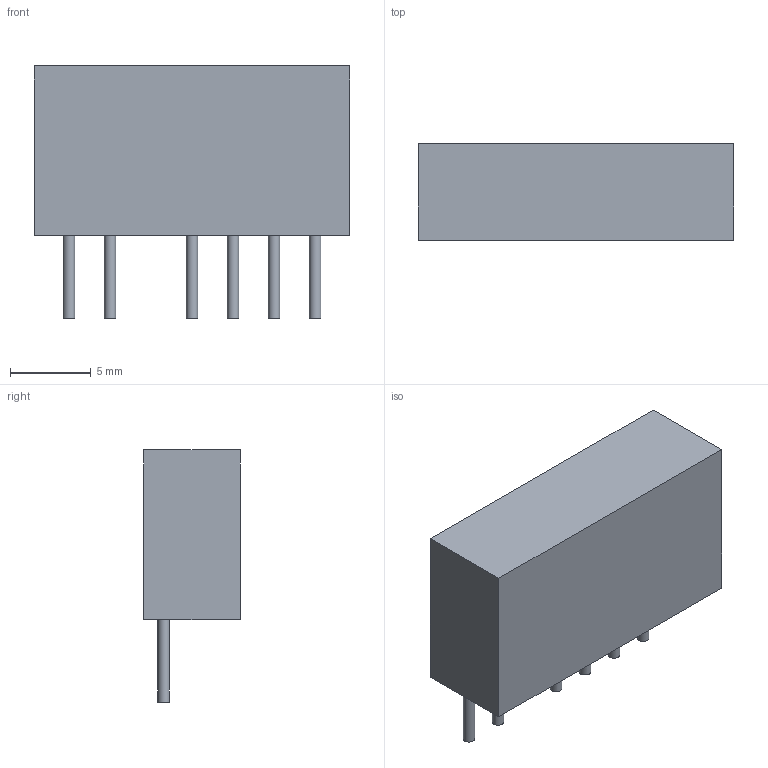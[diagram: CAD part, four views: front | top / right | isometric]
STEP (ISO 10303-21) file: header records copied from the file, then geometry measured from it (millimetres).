
FILE_DESCRIPTION(('FreeCAD Model'),'2;1');
FILE_NAME('1509699.1.4.stp','2020-04-28T13:17:14',( 'Author'),(''),'Open CASCADE STEP processor 6.9','FreeCAD','Unknown' );
FILE_SCHEMA(('AUTOMOTIVE_DESIGN { 1 0 10303 214 1 1 1 1 }'));
Length unit declared in the file: millimetre
Products named in the file (3): ASSEMBLY; Body; Leads
Assembly tree (7 placements, depth 2):
  ASSEMBLY
    Body
    Leads  x6
Bounding box: 19.5 x 6 x 15.6 mm (x, y, z)
Volume: 1301.2 mm3; surface area: 1207.5 mm2
Topology: 37 solids, 37 shells, 114 faces, 120 edges, 80 vertices
Faces by surface type: plane 78, cylinder 36
Full cylindrical faces by diameter (mm): 0.71 x36
Entity records: 1017 total; most frequent: DIRECTION 166, CARTESIAN_POINT 142, LINE 66, VECTOR 66, ORIENTED_EDGE 60, PCURVE 60, DEFINITIONAL_REPRESENTATION 60, AXIS2_PLACEMENT_3D 44
